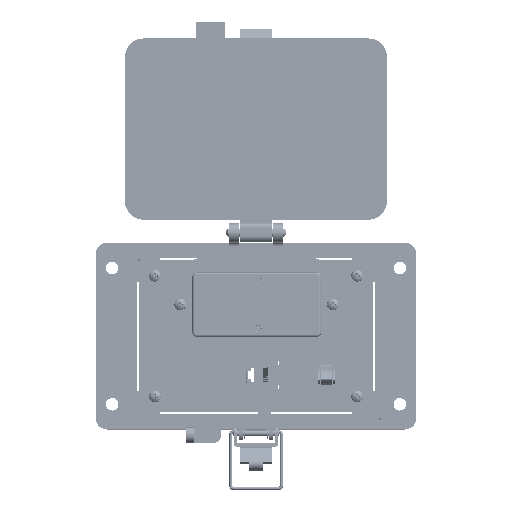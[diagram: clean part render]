
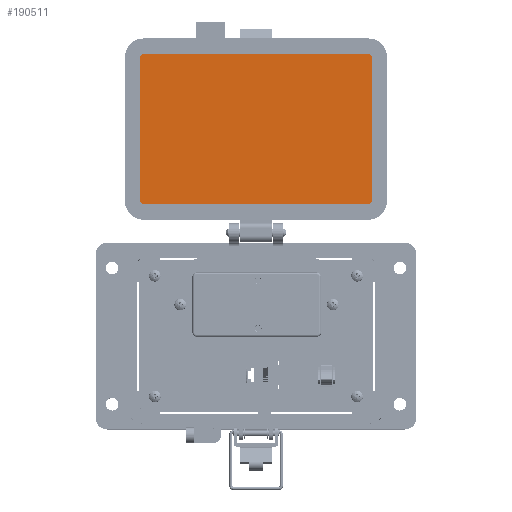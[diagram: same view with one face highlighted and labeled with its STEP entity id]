
A CAD part, top view. The second image highlights one B-rep face of the part: STEP entity #190511.
In plain terms, the highlighted planar face has unit normal (0, 0, 1).
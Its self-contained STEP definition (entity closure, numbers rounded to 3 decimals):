
#3277 = CARTESIAN_POINT ( 'NONE',  ( 57.717, 69.55, 8.694 ) ) ;
#4169 = VECTOR ( 'NONE', #52886, 1000. ) ;
#4493 = AXIS2_PLACEMENT_3D ( 'NONE', #3277, #239581, #62662 ) ;
#6227 = EDGE_CURVE ( 'NONE', #91931, #243164, #81292, .T. ) ;
#12487 = VERTEX_POINT ( 'NONE', #18291 ) ;
#12792 = DIRECTION ( 'NONE',  ( 0., -1., 0. ) ) ;
#17631 = AXIS2_PLACEMENT_3D ( 'NONE', #150879, #131471, #110825 ) ;
#18291 = CARTESIAN_POINT ( 'NONE',  ( -57.72, 67.765, 8.694 ) ) ;
#19026 = ORIENTED_EDGE ( 'NONE', *, *, #38782, .F. ) ;
#23955 = CARTESIAN_POINT ( 'NONE',  ( 59.502, 69.55, 8.694 ) ) ;
#32035 = PLANE ( 'NONE',  #17631 ) ;
#38376 = EDGE_CURVE ( 'NONE', #54772, #248282, #116000, .T. ) ;
#38782 = EDGE_CURVE ( 'NONE', #243164, #131626, #214974, .T. ) ;
#44250 = CARTESIAN_POINT ( 'NONE',  ( 59.502, 69.55, 8.694 ) ) ;
#45958 = AXIS2_PLACEMENT_3D ( 'NONE', #242445, #181835, #224337 ) ;
#50295 = CARTESIAN_POINT ( 'NONE',  ( -57.72, 67.765, 8.694 ) ) ;
#52886 = DIRECTION ( 'NONE',  ( 0., 1., 0. ) ) ;
#54084 = DIRECTION ( 'NONE',  ( 0., 0., -1. ) ) ;
#54772 = VERTEX_POINT ( 'NONE', #44250 ) ;
#59393 = ORIENTED_EDGE ( 'NONE', *, *, #85333, .F. ) ;
#62662 = DIRECTION ( 'NONE',  ( 0., -1., 0. ) ) ;
#65874 = LINE ( 'NONE', #50295, #119665 ) ;
#66573 = ORIENTED_EDGE ( 'NONE', *, *, #38376, .F. ) ;
#79236 = CIRCLE ( 'NONE', #223553, 1.785 ) ;
#81292 = LINE ( 'NONE', #121336, #207718 ) ;
#82555 = DIRECTION ( 'NONE',  ( 1., 0., 0. ) ) ;
#85333 = EDGE_CURVE ( 'NONE', #242294, #143979, #191094, .T. ) ;
#91931 = VERTEX_POINT ( 'NONE', #116976 ) ;
#96613 = ORIENTED_EDGE ( 'NONE', *, *, #224231, .F. ) ;
#99992 = CARTESIAN_POINT ( 'NONE',  ( 57.717, 145.119, 8.694 ) ) ;
#110825 = DIRECTION ( 'NONE',  ( 0., -1., 0. ) ) ;
#116000 = CIRCLE ( 'NONE', #4493, 1.785 ) ;
#116976 = CARTESIAN_POINT ( 'NONE',  ( -57.72, 145.119, 8.694 ) ) ;
#119665 = VECTOR ( 'NONE', #129082, 1000. ) ;
#121336 = CARTESIAN_POINT ( 'NONE',  ( 57.717, 145.119, 8.694 ) ) ;
#122778 = CARTESIAN_POINT ( 'NONE',  ( -59.505, 143.334, 8.694 ) ) ;
#127209 = ORIENTED_EDGE ( 'NONE', *, *, #227057, .F. ) ;
#129082 = DIRECTION ( 'NONE',  ( -1., 0., 0. ) ) ;
#131471 = DIRECTION ( 'NONE',  ( 0., 0., 1. ) ) ;
#131626 = VERTEX_POINT ( 'NONE', #242285 ) ;
#143979 = VERTEX_POINT ( 'NONE', #122778 ) ;
#150879 = CARTESIAN_POINT ( 'NONE',  ( -30.745, 145.119, 8.694 ) ) ;
#154974 = DIRECTION ( 'NONE',  ( 0., 0., -1. ) ) ;
#157768 = EDGE_LOOP ( 'NONE', ( #196177, #59393, #127209, #96613, #66573, #215258, #19026, #163652 ) ) ;
#159142 = EDGE_CURVE ( 'NONE', #131626, #54772, #202146, .T. ) ;
#161012 = EDGE_CURVE ( 'NONE', #143979, #91931, #162595, .T. ) ;
#162595 = CIRCLE ( 'NONE', #207884, 1.785 ) ;
#163417 = DIRECTION ( 'NONE',  ( 0., -1., 0. ) ) ;
#163652 = ORIENTED_EDGE ( 'NONE', *, *, #6227, .F. ) ;
#170532 = DIRECTION ( 'NONE',  ( 0., -1., 0. ) ) ;
#181835 = DIRECTION ( 'NONE',  ( 0., 0., -1. ) ) ;
#189606 = FACE_OUTER_BOUND ( 'NONE', #157768, .T. ) ;
#190511 = ADVANCED_FACE ( 'NONE', ( #189606 ), #32035, .T. ) ;
#191094 = LINE ( 'NONE', #229796, #4169 ) ;
#196177 = ORIENTED_EDGE ( 'NONE', *, *, #161012, .F. ) ;
#202146 = LINE ( 'NONE', #23955, #223896 ) ;
#207718 = VECTOR ( 'NONE', #82555, 1000. ) ;
#207884 = AXIS2_PLACEMENT_3D ( 'NONE', #229858, #154974, #170532 ) ;
#214974 = CIRCLE ( 'NONE', #45958, 1.785 ) ;
#215258 = ORIENTED_EDGE ( 'NONE', *, *, #159142, .F. ) ;
#223553 = AXIS2_PLACEMENT_3D ( 'NONE', #250344, #54084, #12792 ) ;
#223896 = VECTOR ( 'NONE', #163417, 1000. ) ;
#224231 = EDGE_CURVE ( 'NONE', #248282, #12487, #65874, .T. ) ;
#224337 = DIRECTION ( 'NONE',  ( 0., -1., 0. ) ) ;
#227057 = EDGE_CURVE ( 'NONE', #12487, #242294, #79236, .T. ) ;
#229796 = CARTESIAN_POINT ( 'NONE',  ( -59.505, 143.334, 8.694 ) ) ;
#229858 = CARTESIAN_POINT ( 'NONE',  ( -57.72, 143.334, 8.694 ) ) ;
#239581 = DIRECTION ( 'NONE',  ( 0., 0., -1. ) ) ;
#240647 = CARTESIAN_POINT ( 'NONE',  ( -59.505, 69.55, 8.694 ) ) ;
#242285 = CARTESIAN_POINT ( 'NONE',  ( 59.502, 143.334, 8.694 ) ) ;
#242294 = VERTEX_POINT ( 'NONE', #240647 ) ;
#242445 = CARTESIAN_POINT ( 'NONE',  ( 57.717, 143.334, 8.694 ) ) ;
#243164 = VERTEX_POINT ( 'NONE', #99992 ) ;
#245574 = CARTESIAN_POINT ( 'NONE',  ( 57.717, 67.765, 8.694 ) ) ;
#248282 = VERTEX_POINT ( 'NONE', #245574 ) ;
#250344 = CARTESIAN_POINT ( 'NONE',  ( -57.72, 69.55, 8.694 ) ) ;
